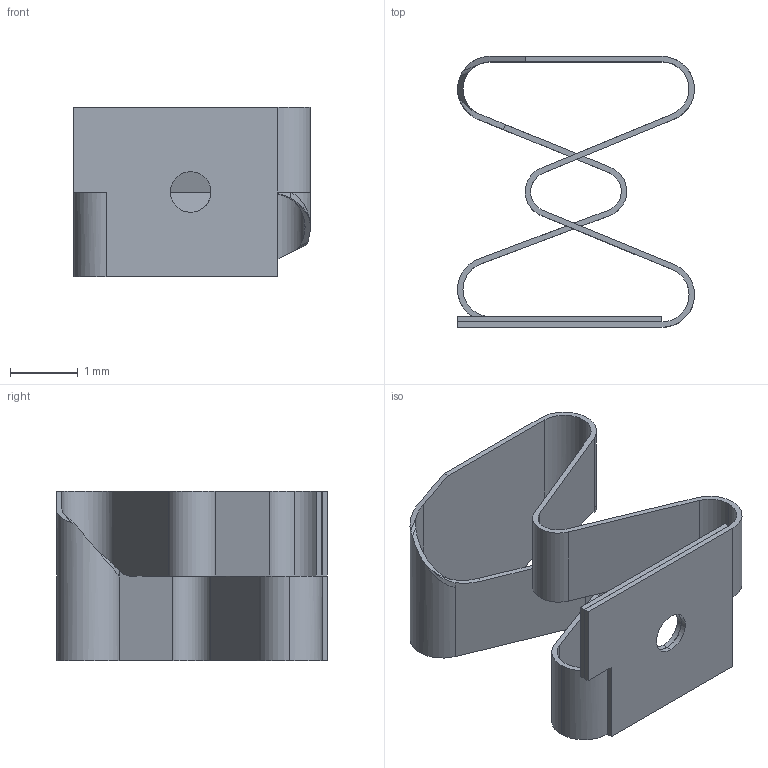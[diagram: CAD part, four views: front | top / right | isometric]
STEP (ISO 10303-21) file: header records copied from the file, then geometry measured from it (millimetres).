
FILE_DESCRIPTION((''),'2;1');
FILE_NAME('BXG-25X35X040-1','2017-12-21T',('GL.chang'),('LAIRD TECHNOLOGIES CO., INC.'),'PRO/ENGINEER BY PARAMETRIC TECHNOLOGY CORPORATION, 2010180','PRO/ENGINEER BY PARAMETRIC TECHNOLOGY CORPORATION, 2010180','');
FILE_SCHEMA(('CONFIG_CONTROL_DESIGN'));
Length unit declared in the file: millimetre
Products named in the file (1): BXG-25X35X040-1
Bounding box: 3.5 x 4 x 2.5 mm (x, y, z)
Volume: 3.2 mm3; surface area: 83.6 mm2
Topology: 1 solids, 1 shells, 62 faces, 184 edges, 119 vertices
Faces by surface type: plane 36, cylinder 24, bspline 2
Entity records: 2350 total; most frequent: CARTESIAN_POINT 652, ORIENTED_EDGE 368, DIRECTION 323, EDGE_CURVE 184, VECTOR 121, LINE 121, VERTEX_POINT 119, AXIS2_PLACEMENT_3D 101
